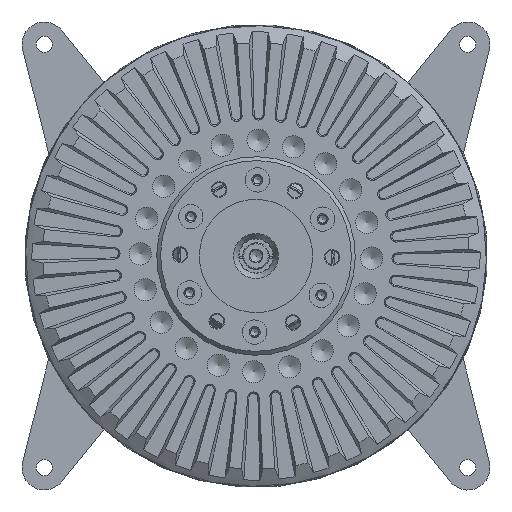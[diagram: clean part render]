
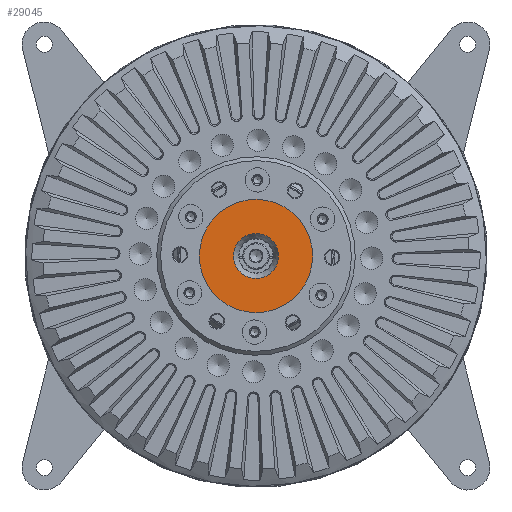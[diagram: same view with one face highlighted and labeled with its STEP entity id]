
A CAD part, left-side view. The second image highlights one B-rep face of the part: STEP entity #29045.
In plain terms, the highlighted planar face has unit normal (-1, 0, 0).
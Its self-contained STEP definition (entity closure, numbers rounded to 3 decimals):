
#405 = EDGE_LOOP ( 'NONE', ( #29177 ) ) ;
#964 = AXIS2_PLACEMENT_3D ( 'NONE', #43568, #25498, #50986 ) ;
#6497 = FACE_BOUND ( 'NONE', #41489, .T. ) ;
#8205 = CARTESIAN_POINT ( 'NONE',  ( -12., -4.842, -8.75 ) ) ;
#13584 = ORIENTED_EDGE ( 'NONE', *, *, #70544, .T. ) ;
#25355 = CIRCLE ( 'NONE', #964, 27.9 ) ;
#25498 = DIRECTION ( 'NONE',  ( -1., 0., 0. ) ) ;
#26673 = AXIS2_PLACEMENT_3D ( 'NONE', #74848, #30161, #75117 ) ;
#26817 = DIRECTION ( 'NONE',  ( 1., 0., 0. ) ) ;
#29045 = ADVANCED_FACE ( 'NONE', ( #6497, #37879 ), #39158, .F. ) ;
#29177 = ORIENTED_EDGE ( 'NONE', *, *, #35607, .T. ) ;
#30161 = DIRECTION ( 'NONE',  ( 1., 0., 0. ) ) ;
#35607 = EDGE_CURVE ( 'NONE', #73286, #73286, #25355, .T. ) ;
#37879 = FACE_OUTER_BOUND ( 'NONE', #405, .T. ) ;
#39158 = PLANE ( 'NONE',  #77904 ) ;
#41489 = EDGE_LOOP ( 'NONE', ( #13584 ) ) ;
#43568 = CARTESIAN_POINT ( 'NONE',  ( -12., 0., 0. ) ) ;
#50369 = CARTESIAN_POINT ( 'NONE',  ( -12., 0., -11.098 ) ) ;
#50986 = DIRECTION ( 'NONE',  ( 0., -0.018, 1. ) ) ;
#54637 = CARTESIAN_POINT ( 'NONE',  ( -12., -0.507, 27.895 ) ) ;
#57605 = CIRCLE ( 'NONE', #26673, 11.098 ) ;
#70544 = EDGE_CURVE ( 'NONE', #77042, #77042, #57605, .T. ) ;
#70692 = DIRECTION ( 'NONE',  ( 0., -0.484, -0.875 ) ) ;
#73286 = VERTEX_POINT ( 'NONE', #54637 ) ;
#74848 = CARTESIAN_POINT ( 'NONE',  ( -12., 0., 0. ) ) ;
#75117 = DIRECTION ( 'NONE',  ( 0., 0., -1. ) ) ;
#77042 = VERTEX_POINT ( 'NONE', #50369 ) ;
#77904 = AXIS2_PLACEMENT_3D ( 'NONE', #8205, #26817, #70692 ) ;
